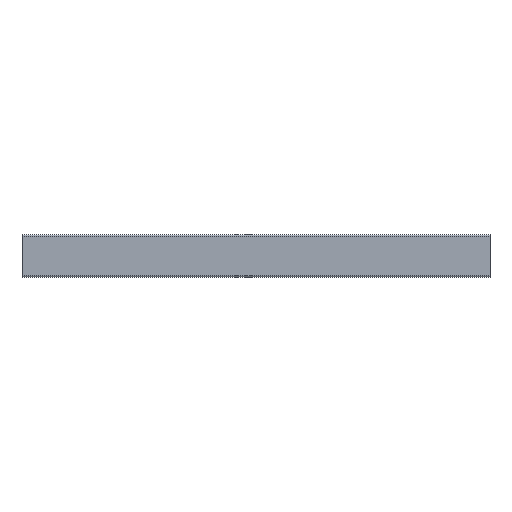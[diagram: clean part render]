
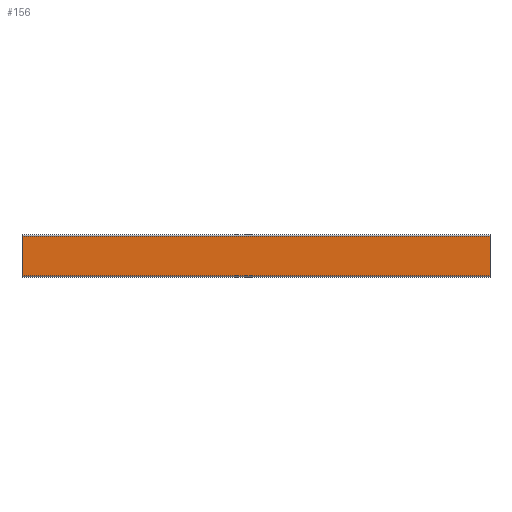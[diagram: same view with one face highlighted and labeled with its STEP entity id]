
A CAD part, front view. The second image highlights one B-rep face of the part: STEP entity #156.
In plain terms, the highlighted planar face has unit normal (0, -1, 0).
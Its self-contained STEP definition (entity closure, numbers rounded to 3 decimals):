
#156=ADVANCED_FACE('',(#536),#537,.F.);
#536=FACE_OUTER_BOUND('',#1288,.T.);
#537=PLANE('',#1289);
#1288=EDGE_LOOP('',(#2399,#2400,#2401,#2402));
#1289=AXIS2_PLACEMENT_3D('',#2403,#2404,#2405);
#2399=ORIENTED_EDGE('',*,*,#5642,.F.);
#2400=ORIENTED_EDGE('',*,*,#5639,.F.);
#2401=ORIENTED_EDGE('',*,*,#5634,.F.);
#2402=ORIENTED_EDGE('',*,*,#5643,.T.);
#2403=CARTESIAN_POINT('',(3000.0,-45.006,0.));
#2404=DIRECTION('',(0.0,1.0,0.));
#2405=DIRECTION('',(0.0,0.,1.0));
#5634=EDGE_CURVE('',#7074,#7076,#7077,.T.);
#5639=EDGE_CURVE('',#7076,#7082,#7085,.T.);
#5642=EDGE_CURVE('',#7082,#7089,#7090,.T.);
#5643=EDGE_CURVE('',#7074,#7089,#7091,.T.);
#7074=VERTEX_POINT('',#9161);
#7076=VERTEX_POINT('',#9163);
#7077=LINE('',#9164,#9165);
#7082=VERTEX_POINT('',#9171);
#7085=LINE('',#9175,#9176);
#7089=VERTEX_POINT('',#9182);
#7090=LINE('',#9183,#9184);
#7091=LINE('',#9185,#9186);
#9161=CARTESIAN_POINT('',(500.0,-45.006,42.506));
#9163=CARTESIAN_POINT('',(500.0,-45.006,-42.506));
#9164=CARTESIAN_POINT('',(500.0,-45.006,0.));
#9165=VECTOR('',#11408,1.0);
#9171=CARTESIAN_POINT('',(-500.0,-45.006,-42.506));
#9175=CARTESIAN_POINT('',(3000.0,-45.006,-42.506));
#9176=VECTOR('',#11417,1.0);
#9182=CARTESIAN_POINT('',(-500.0,-45.006,42.506));
#9183=CARTESIAN_POINT('',(-500.0,-45.006,0.));
#9184=VECTOR('',#11420,1.0);
#9185=CARTESIAN_POINT('',(3000.0,-45.006,42.506));
#9186=VECTOR('',#11421,1.0);
#11408=DIRECTION('',(0.0,0.,-1.0));
#11417=DIRECTION('',(-1.0,0.0,0.0));
#11420=DIRECTION('',(0.0,0.,1.0));
#11421=DIRECTION('',(-1.0,0.0,0.0));
